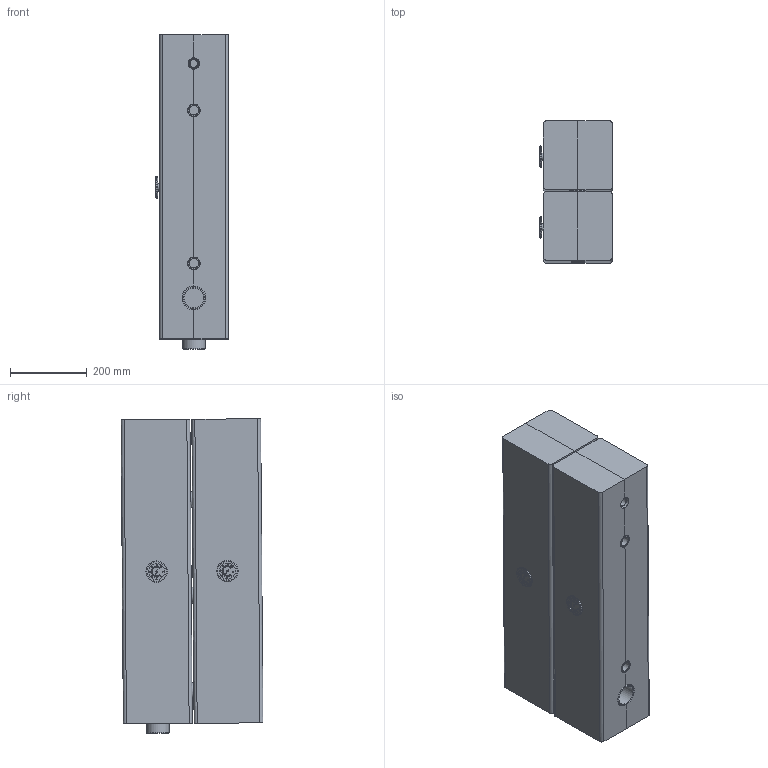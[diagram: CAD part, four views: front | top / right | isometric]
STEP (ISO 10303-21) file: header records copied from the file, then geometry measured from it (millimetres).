
FILE_DESCRIPTION(/* description */ (''),/* implementation_level */ '2;1');
FILE_NAME(/* name */ 'C2 100 3F DN32.stp',/* time_stamp */ '2015-09-21T21:50:42+02:00',/* author */ ('ARTUR'),/* organization */ (''),/* preprocessor_version */ 'ST-DEVELOPER v15.6',/* originating_system */ 'Autodesk Inventor 2015',/* authorisation */ '');
FILE_SCHEMA (('CONFIG_CONTROL_DESIGN'));
Length unit declared in the file: millimetre
Products named in the file (9): C21003FDN32-01.00; termometr; skala; C21003FDN32-02.00; C21003FDN32-03.00; C21003FDN32-02.00_MIR; C21003FDN32-03.00_MIR; C2 100 3F DN32
Bounding box: 190 x 370.98 x 822.26 mm (x, y, z)
Volume: 50797676.8 mm3; surface area: 2961129.6 mm2
Topology: 9 solids, 12 shells, 1594 faces, 4406 edges, 2934 vertices
Faces by surface type: plane 1230, cylinder 354, cone 8, torus 2
Full cylindrical faces by diameter (mm): 13 x2, 18 x4, 20 x2, 25 x2, 28 x2, 33 x2, 35 x9, 41 x9, 42 x2, 51 x4, 52 x2, 56 x2, 59 x2
Entity records: 28380 total; most frequent: CARTESIAN_POINT 4959, ORIENTED_EDGE 4810, DIRECTION 4697, EDGE_CURVE 2405, LINE 1957, VECTOR 1957, VERTEX_POINT 1632, AXIS2_PLACEMENT_3D 1370
